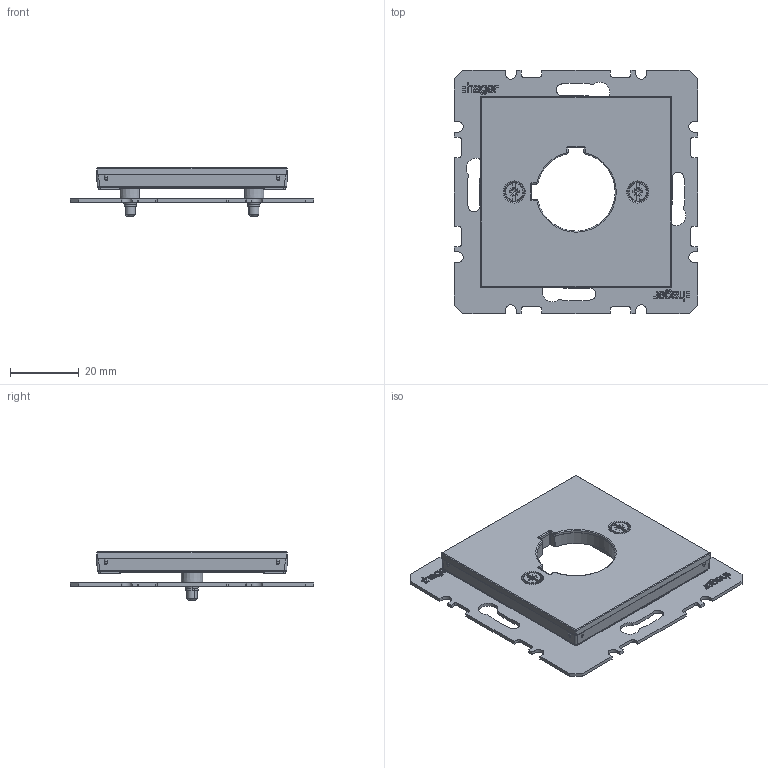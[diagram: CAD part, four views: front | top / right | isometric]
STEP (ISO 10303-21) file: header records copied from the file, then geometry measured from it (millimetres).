
FILE_DESCRIPTION((''),'2;1');
FILE_NAME('WAF1172_GEN_ASM','2025-10-13T14:10:34',('andolfs'),(''),'CREO PARAMETRIC BY PTC INC, 2025010','CREO PARAMETRIC BY PTC INC, 2025010','');
FILE_SCHEMA(('CONFIG_CONTROL_DESIGN','SHAPE_APPEARANCE_LAYERS_GROUPS'));
Products named in the file (5): W4G0132_18; W1A2236_GEN; 9002516000; 9005119000; WAF1172_GEN_ASM
Assembly tree (5 placements, depth 2):
  WAF1172_GEN_ASM
    W4G0132_18
    W1A2236_GEN
    9002516000  x2
    9005119000
Bounding box: 70.9 x 70.9 x 14 mm (x, y, z)
Volume: 10120.9 mm3; surface area: 15900.2 mm2
Topology: 12 solids, 12 shells, 1558 faces, 4292 edges, 2808 vertices
Faces by surface type: plane 1148, cylinder 188, extrusion 87, cone 48, torus 42, bspline 28, sphere 17
Entity records: 62178 total; most frequent: CARTESIAN_POINT 12354, ORIENTED_EDGE 8260, DIRECTION 7104, EDGE_CURVE 4130, VECTOR 3370, LINE 3283, PRESENTATION_STYLE_ASSIGNMENT 2981, STYLED_ITEM 2981
